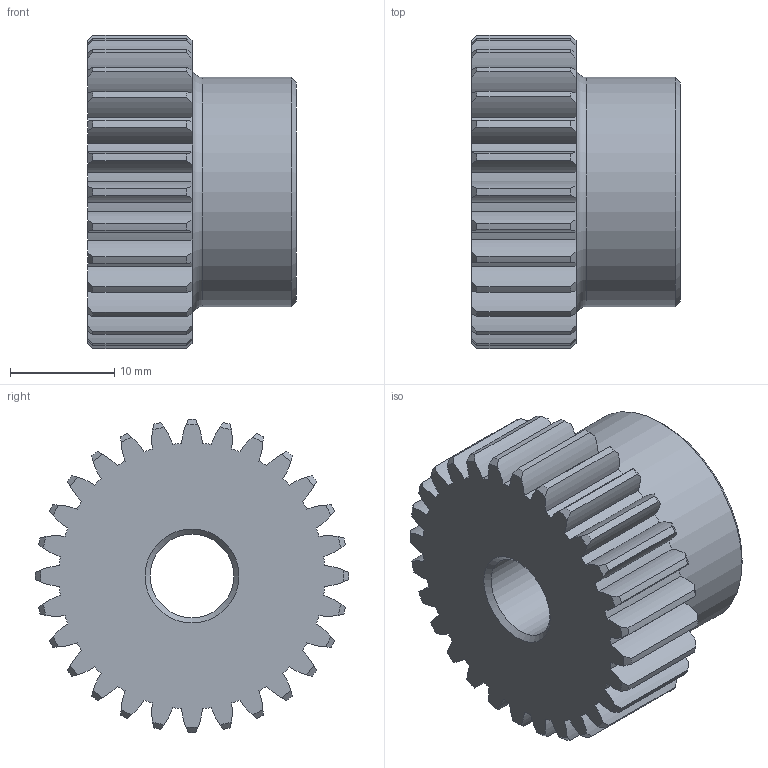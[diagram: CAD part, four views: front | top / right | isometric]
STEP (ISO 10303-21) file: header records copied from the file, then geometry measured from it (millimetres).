
FILE_DESCRIPTION( ( 'STEP AP214' ), '1' );
FILE_NAME( 'SS1-28_On.stp', '2020-09-26T09:38:15', ( 'License CC BY-ND 4.0' ), ( 'CADENAS' ), ' ', 'PARTsolutions', ' ' );
FILE_SCHEMA( ( 'AUTOMOTIVE_DESIGN { 1 0 10303 214 1 1 1 1 }' ) );
Length unit declared in the file: millimetre
Products named in the file (1): _SS1-28_On
Bounding box: 20 x 30 x 30 mm (x, y, z)
Volume: 8844.7 mm3; surface area: 3986.9 mm2
Topology: 1 solids, 1 shells, 177 faces, 518 edges, 344 vertices
Faces by surface type: cylinder 114, cone 59, plane 3, torus 1
Full cylindrical faces by diameter (mm): 8 x1, 22 x1
Entity records: 7546 total; most frequent: CARTESIAN_POINT 1370, DIRECTION 1044, ORIENTED_EDGE 1024, EDGE_CURVE 512, AXIS2_PLACEMENT_3D 466, VERTEX_POINT 344, CIRCLE 288, EDGE_LOOP 186
